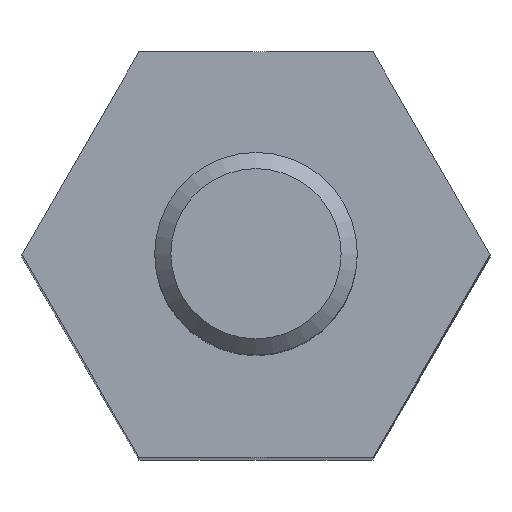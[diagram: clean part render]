
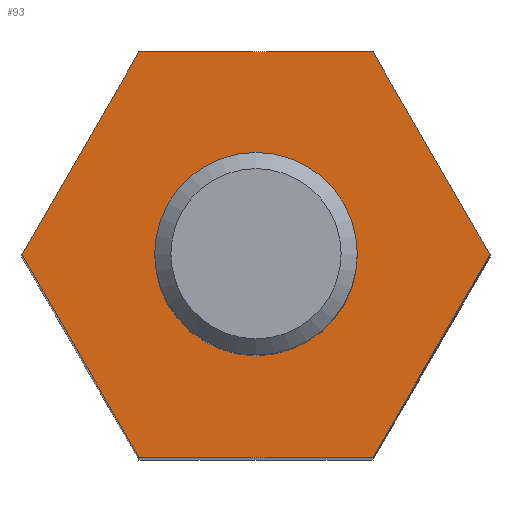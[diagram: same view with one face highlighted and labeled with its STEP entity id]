
A CAD part, top view. The second image highlights one B-rep face of the part: STEP entity #93.
In plain terms, the highlighted planar face has unit normal (0, 0, 1).
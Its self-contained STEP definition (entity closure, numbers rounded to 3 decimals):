
#93 = ADVANCED_FACE( '', ( #192, #193 ), #194, .T. );
#192 = FACE_BOUND( '', #286, .T. );
#193 = FACE_OUTER_BOUND( '', #287, .T. );
#194 = PLANE( '', #288 );
#286 = EDGE_LOOP( '', ( #457 ) );
#287 = EDGE_LOOP( '', ( #458, #459, #460, #461, #462, #463 ) );
#288 = AXIS2_PLACEMENT_3D( '', #464, #465, #466 );
#457 = ORIENTED_EDGE( '', *, *, #484, .T. );
#458 = ORIENTED_EDGE( '', *, *, #493, .T. );
#459 = ORIENTED_EDGE( '', *, *, #535, .T. );
#460 = ORIENTED_EDGE( '', *, *, #504, .T. );
#461 = ORIENTED_EDGE( '', *, *, #499, .T. );
#462 = ORIENTED_EDGE( '', *, *, #525, .T. );
#463 = ORIENTED_EDGE( '', *, *, #509, .T. );
#464 = CARTESIAN_POINT( '', ( 0., 0., 20. ) );
#465 = DIRECTION( '', ( 0., 0., 1. ) );
#466 = DIRECTION( '', ( 1., 0., 0. ) );
#484 = EDGE_CURVE( '', #553, #553, #554, .F. );
#493 = EDGE_CURVE( '', #570, #568, #571, .T. );
#499 = EDGE_CURVE( '', #581, #579, #582, .T. );
#504 = EDGE_CURVE( '', #589, #581, #590, .T. );
#509 = EDGE_CURVE( '', #596, #570, #597, .T. );
#525 = EDGE_CURVE( '', #579, #596, #614, .T. );
#535 = EDGE_CURVE( '', #568, #589, #628, .T. );
#553 = VERTEX_POINT( '', #648 );
#554 = CIRCLE( '', #649, 1.104 );
#568 = VERTEX_POINT( '', #682 );
#570 = VERTEX_POINT( '', #685 );
#571 = LINE( '', #686, #687 );
#579 = VERTEX_POINT( '', #706 );
#581 = VERTEX_POINT( '', #709 );
#582 = LINE( '', #710, #711 );
#589 = VERTEX_POINT( '', #733 );
#590 = LINE( '', #734, #735 );
#596 = VERTEX_POINT( '', #754 );
#597 = LINE( '', #755, #756 );
#614 = LINE( '', #786, #787 );
#628 = LINE( '', #801, #802 );
#648 = CARTESIAN_POINT( '', ( 1.104, 0., 20. ) );
#649 = AXIS2_PLACEMENT_3D( '', #827, #828, #829 );
#682 = CARTESIAN_POINT( '', ( -1.443, 2.5, 20. ) );
#685 = CARTESIAN_POINT( '', ( 1.443, 2.5, 20. ) );
#686 = CARTESIAN_POINT( '', ( 1.443, 2.5, 20. ) );
#687 = VECTOR( '', #837, 1000. );
#706 = CARTESIAN_POINT( '', ( 1.443, -2.5, 20. ) );
#709 = CARTESIAN_POINT( '', ( -1.443, -2.5, 20. ) );
#710 = CARTESIAN_POINT( '', ( -1.443, -2.5, 20. ) );
#711 = VECTOR( '', #840, 1000. );
#733 = CARTESIAN_POINT( '', ( -2.887, 0., 20. ) );
#734 = CARTESIAN_POINT( '', ( -2.887, 0., 20. ) );
#735 = VECTOR( '', #842, 1000. );
#754 = CARTESIAN_POINT( '', ( 2.887, 0., 20. ) );
#755 = CARTESIAN_POINT( '', ( 2.887, 0., 20. ) );
#756 = VECTOR( '', #844, 1000. );
#786 = CARTESIAN_POINT( '', ( 1.443, -2.5, 20. ) );
#787 = VECTOR( '', #861, 1000. );
#801 = CARTESIAN_POINT( '', ( -1.443, 2.5, 20. ) );
#802 = VECTOR( '', #874, 1000. );
#827 = CARTESIAN_POINT( '', ( 0., 0., 20. ) );
#828 = DIRECTION( '', ( 0., 0., 1. ) );
#829 = DIRECTION( '', ( 1., 0., 0. ) );
#837 = DIRECTION( '', ( -1., 0., 0. ) );
#840 = DIRECTION( '', ( 1., 0., 0. ) );
#842 = DIRECTION( '', ( 0.5, -0.866, 0. ) );
#844 = DIRECTION( '', ( -0.5, 0.866, 0. ) );
#861 = DIRECTION( '', ( 0.5, 0.866, 0. ) );
#874 = DIRECTION( '', ( -0.5, -0.866, 0. ) );
